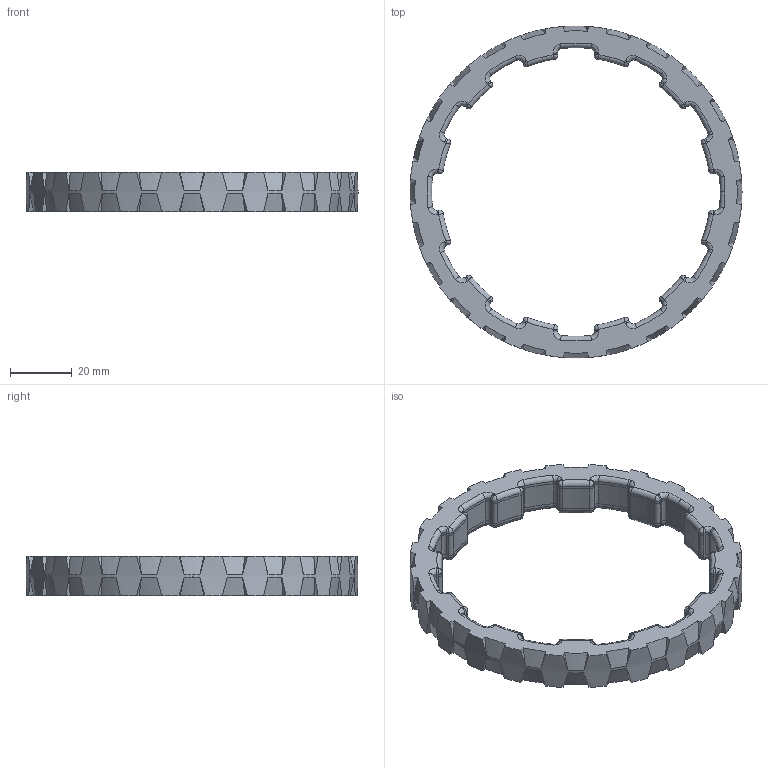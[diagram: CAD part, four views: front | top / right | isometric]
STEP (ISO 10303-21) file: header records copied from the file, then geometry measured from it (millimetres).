
FILE_DESCRIPTION (( 'STEP AP214' ), '1' );
FILE_NAME ('217-2859-STEP.STEP', '2013-12-10T19:31:32', ( '' ), ( '' ), 'SwSTEP 2.0', 'SolidWorks 2013', '' );
FILE_SCHEMA (( 'AUTOMOTIVE_DESIGN' ));
Length unit declared in the file: millimetre
Products named in the file (3): 217-2859-011 rev3; 217-2859-001 Rev4; 217-2859-STEP
Assembly tree (2 placements, depth 2):
  217-2859-STEP
    217-2859-001 Rev4
    217-2859-011 rev3
Bounding box: 107.95 x 107.94 x 12.7 mm (x, y, z)
Volume: 32280.5 mm3; surface area: 24207.7 mm2
Topology: 2 solids, 2 shells, 1713 faces, 4929 edges, 3174 vertices
Faces by surface type: cylinder 1045, plane 462, torus 110, bspline 48, cone 48
Entity records: 61381 total; most frequent: CARTESIAN_POINT 16061, ORIENTED_EDGE 9762, DIRECTION 9729, EDGE_CURVE 4881, AXIS2_PLACEMENT_3D 3850, VERTEX_POINT 3174, CIRCLE 2180, VECTOR 2029
